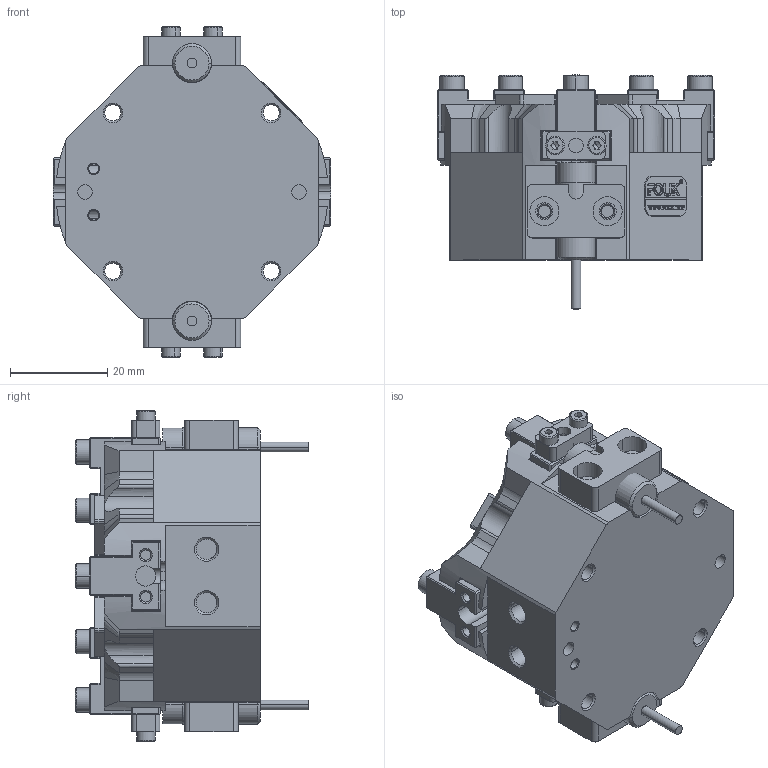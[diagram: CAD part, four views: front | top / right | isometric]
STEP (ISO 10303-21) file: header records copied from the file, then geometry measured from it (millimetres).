
FILE_DESCRIPTION (( 'STEP AP203' ), '1' );
FILE_NAME ('TF33-56.STEP', '2024-12-09T01:50:02', ( 'USER-' ), ( 'Microsoft' ), 'SwSTEP 2.0', 'SolidWorks 2018', '' );
FILE_SCHEMA (( 'CONFIG_CONTROL_DESIGN' ));
Length unit declared in the file: millimetre
Products named in the file (19): TF33-56杅耀.sldasm-Part-11; TF33-56杅耀.sldasm-Part-25; TF33-56杅耀.sldasm-Part-7; TF33-56杅耀.sldasm-Part-10; TF33-56杅耀.sldasm-Part-20; TF33-56杅耀.sldasm-Part-18; TF33-56杅耀.sldasm-Part-12; TF33-56; TF33-56杅耀.sldasm-Part-8; 埴翐芛_GB_FASTENER_SCREWS_HSHCS M2X8-N; TF33-56杅耀.sldasm-Part-27; TF33-56杅耀.sldasm-Part-22; TF33-56杅耀.sldasm-Part-28; 12x8-R2; TF33-56杅耀.sldasm-Part-3; TF33-56杅耀.sldasm-Part-13; TF33-56杅耀.sldasm-Part-21; TF33-56杅耀.sldasm-Part-9; TF33-56杅耀.sldasm-Part-14
Assembly tree (25 placements, depth 2):
  TF33-56
    TF33-56杅耀.sldasm-Part-7
    TF33-56杅耀.sldasm-Part-8
    TF33-56杅耀.sldasm-Part-9
    TF33-56杅耀.sldasm-Part-10
    TF33-56杅耀.sldasm-Part-11
    TF33-56杅耀.sldasm-Part-12
    TF33-56杅耀.sldasm-Part-13
    TF33-56杅耀.sldasm-Part-14
    TF33-56杅耀.sldasm-Part-18
    TF33-56杅耀.sldasm-Part-20
    TF33-56杅耀.sldasm-Part-21
    TF33-56杅耀.sldasm-Part-22
    TF33-56杅耀.sldasm-Part-25
    TF33-56杅耀.sldasm-Part-27
    TF33-56杅耀.sldasm-Part-28  x4
    12x8-R2
    TF33-56杅耀.sldasm-Part-3  x2
    埴翐芛_GB_FASTENER_SCREWS_HSHCS M2X8-N  x4
Bounding box: 57 x 48 x 68 mm (x, y, z)
Volume: 70950.4 mm3; surface area: 29973.6 mm2
Topology: 25 solids, 33 shells, 1485 faces, 3821 edges, 2454 vertices
Faces by surface type: plane 771, cylinder 363, cone 188, bspline 155, torus 8
Entity records: 41961 total; most frequent: CARTESIAN_POINT 12606, ORIENTED_EDGE 5842, DIRECTION 5302, EDGE_CURVE 2921, VERTEX_POINT 1894, VECTOR 1810, LINE 1810, AXIS2_PLACEMENT_3D 1746
